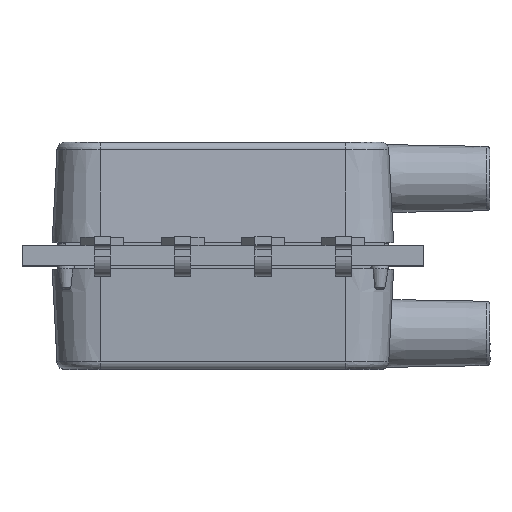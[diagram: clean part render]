
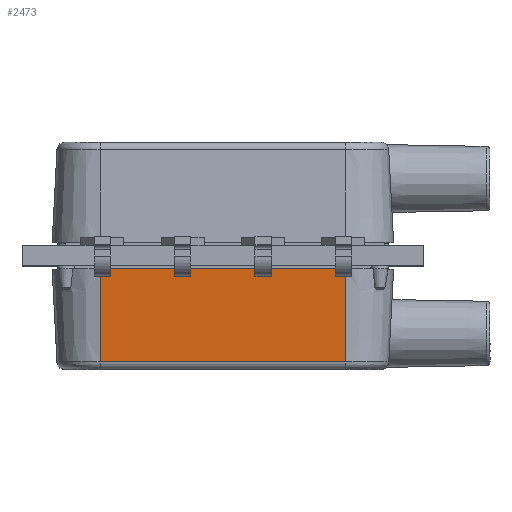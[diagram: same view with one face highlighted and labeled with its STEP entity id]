
A CAD part, top view. The second image highlights one B-rep face of the part: STEP entity #2473.
In plain terms, the highlighted face is planar.
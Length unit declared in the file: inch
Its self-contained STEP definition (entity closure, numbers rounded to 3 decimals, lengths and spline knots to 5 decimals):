
#41 = DIRECTION ( 'NONE',  ( 0.001, -0.052, -0.999 ) ) ;
#61 = CARTESIAN_POINT ( 'NONE',  ( -0.12624, -0.1795, 0.00375 ) ) ;
#85 = DIRECTION ( 'NONE',  ( 1., 0., 0. ) ) ;
#649 = LINE ( 'NONE', #1274, #2881 ) ;
#804 = CARTESIAN_POINT ( 'NONE',  ( 0.17924, -0.1795, 0.00375 ) ) ;
#1274 = CARTESIAN_POINT ( 'NONE',  ( 0.0265, -0.17345, 0.11927 ) ) ;
#1768 = CARTESIAN_POINT ( 'NONE',  ( 0.17921, -0.17647, 0.06147 ) ) ;
#1785 = FACE_OUTER_BOUND ( 'NONE', #5822, .T. ) ;
#2418 = ORIENTED_EDGE ( 'NONE', *, *, #3260, .F. ) ;
#2424 = DIRECTION ( 'NONE',  ( 0., -0.999, 0.052 ) ) ;
#2473 = ADVANCED_FACE ( 'NONE', ( #1785 ), #7157, .T. ) ;
#2881 = VECTOR ( 'NONE', #5935, 39.37008 ) ;
#3150 = EDGE_CURVE ( 'NONE', #7333, #5561, #3974, .T. ) ;
#3161 = VECTOR ( 'NONE', #4011, 39.37008 ) ;
#3244 = CARTESIAN_POINT ( 'NONE',  ( 0.0265, -0.1795, 0.00375 ) ) ;
#3260 = EDGE_CURVE ( 'NONE', #7333, #7069, #649, .T. ) ;
#3406 = ORIENTED_EDGE ( 'NONE', *, *, #3150, .T. ) ;
#3534 = VECTOR ( 'NONE', #41, 39.37008 ) ;
#3689 = EDGE_CURVE ( 'NONE', #7069, #5127, #4238, .T. ) ;
#3761 = EDGE_CURVE ( 'NONE', #5561, #5127, #4918, .T. ) ;
#3974 = LINE ( 'NONE', #5207, #3161 ) ;
#4011 = DIRECTION ( 'NONE',  ( -0.001, -0.052, -0.999 ) ) ;
#4238 = LINE ( 'NONE', #1768, #3534 ) ;
#4245 = AXIS2_PLACEMENT_3D ( 'NONE', #61, #2424, #5976 ) ;
#4339 = CARTESIAN_POINT ( 'NONE',  ( 0.17917, -0.17345, 0.11927 ) ) ;
#4890 = CARTESIAN_POINT ( 'NONE',  ( -0.12617, -0.17345, 0.11927 ) ) ;
#4918 = LINE ( 'NONE', #3244, #5339 ) ;
#5127 = VERTEX_POINT ( 'NONE', #804 ) ;
#5207 = CARTESIAN_POINT ( 'NONE',  ( -0.12617, -0.17345, 0.11927 ) ) ;
#5339 = VECTOR ( 'NONE', #85, 39.37008 ) ;
#5561 = VERTEX_POINT ( 'NONE', #6763 ) ;
#5822 = EDGE_LOOP ( 'NONE', ( #2418, #3406, #7469, #6570 ) ) ;
#5935 = DIRECTION ( 'NONE',  ( 1., 0., 0. ) ) ;
#5976 = DIRECTION ( 'NONE',  ( 1., 0., 0. ) ) ;
#6570 = ORIENTED_EDGE ( 'NONE', *, *, #3689, .F. ) ;
#6763 = CARTESIAN_POINT ( 'NONE',  ( -0.12624, -0.1795, 0.00375 ) ) ;
#7069 = VERTEX_POINT ( 'NONE', #4339 ) ;
#7157 = PLANE ( 'NONE',  #4245 ) ;
#7333 = VERTEX_POINT ( 'NONE', #4890 ) ;
#7469 = ORIENTED_EDGE ( 'NONE', *, *, #3761, .T. ) ;
